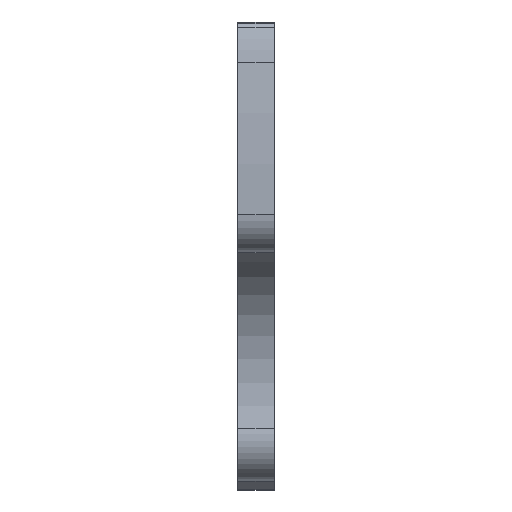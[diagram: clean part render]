
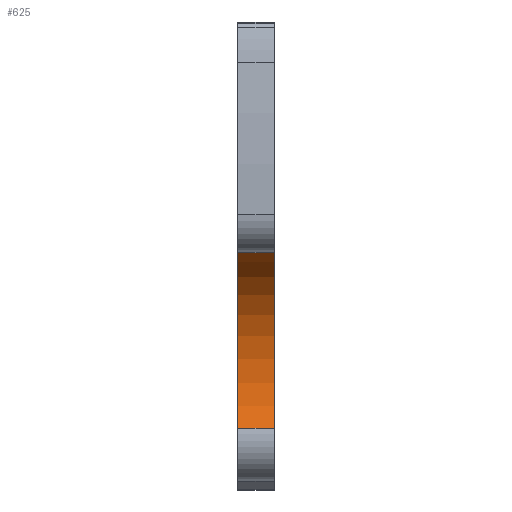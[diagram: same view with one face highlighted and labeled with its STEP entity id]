
A CAD part, left-side view. The second image highlights one B-rep face of the part: STEP entity #625.
In plain terms, the highlighted cylindrical face has radius 21.59 mm (diameter 43.18 mm), a partial arc.
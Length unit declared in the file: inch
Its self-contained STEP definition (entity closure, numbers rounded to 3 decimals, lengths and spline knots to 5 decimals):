
#51 = EDGE_CURVE ( 'NONE', #991, #421, #487, .T. ) ;
#55 = DIRECTION ( 'NONE',  ( 0., 0., -1. ) ) ;
#115 = CARTESIAN_POINT ( 'NONE',  ( 0.78995, 0.22, -2.81752 ) ) ;
#141 = ORIENTED_EDGE ( 'NONE', *, *, #1010, .T. ) ;
#144 = DIRECTION ( 'NONE',  ( 0., 0., -1. ) ) ;
#223 = EDGE_CURVE ( 'NONE', #341, #991, #448, .T. ) ;
#265 = VECTOR ( 'NONE', #578, 39.37008 ) ;
#304 = EDGE_LOOP ( 'NONE', ( #348, #460, #355, #141 ) ) ;
#341 = VERTEX_POINT ( 'NONE', #499 ) ;
#343 = CARTESIAN_POINT ( 'NONE',  ( -0.34029, 0.22, -1.72606 ) ) ;
#348 = ORIENTED_EDGE ( 'NONE', *, *, #849, .T. ) ;
#355 = ORIENTED_EDGE ( 'NONE', *, *, #223, .F. ) ;
#388 = DIRECTION ( 'NONE',  ( 0., 0., -1. ) ) ;
#421 = VERTEX_POINT ( 'NONE', #653 ) ;
#447 = DIRECTION ( 'NONE',  ( 0., -1., 0. ) ) ;
#448 = CIRCLE ( 'NONE', #591, 0.85 ) ;
#460 = ORIENTED_EDGE ( 'NONE', *, *, #51, .F. ) ;
#487 = LINE ( 'NONE', #954, #265 ) ;
#499 = CARTESIAN_POINT ( 'NONE',  ( 0.78995, 0.22, -2.81752 ) ) ;
#545 = DIRECTION ( 'NONE',  ( 0., -1., 0. ) ) ;
#575 = DIRECTION ( 'NONE',  ( 0., -1., 0. ) ) ;
#578 = DIRECTION ( 'NONE',  ( 0., -1., 0. ) ) ;
#591 = AXIS2_PLACEMENT_3D ( 'NONE', #923, #933, #144 ) ;
#625 = ADVANCED_FACE ( 'NONE', ( #840 ), #760, .F. ) ;
#630 = AXIS2_PLACEMENT_3D ( 'NONE', #703, #545, #388 ) ;
#653 = CARTESIAN_POINT ( 'NONE',  ( -0.34029, 0., -1.72606 ) ) ;
#703 = CARTESIAN_POINT ( 'NONE',  ( -0.0006, 0., -2.50524 ) ) ;
#760 = CYLINDRICAL_SURFACE ( 'NONE', #833, 0.85 ) ;
#768 = CARTESIAN_POINT ( 'NONE',  ( 0.78995, 0., -2.81752 ) ) ;
#781 = VECTOR ( 'NONE', #575, 39.37008 ) ;
#815 = VERTEX_POINT ( 'NONE', #768 ) ;
#833 = AXIS2_PLACEMENT_3D ( 'NONE', #905, #447, #55 ) ;
#840 = FACE_OUTER_BOUND ( 'NONE', #304, .T. ) ;
#849 = EDGE_CURVE ( 'NONE', #815, #421, #935, .T. ) ;
#897 = LINE ( 'NONE', #115, #781 ) ;
#905 = CARTESIAN_POINT ( 'NONE',  ( -0.0006, 0.22, -2.50524 ) ) ;
#923 = CARTESIAN_POINT ( 'NONE',  ( -0.0006, 0.22, -2.50524 ) ) ;
#933 = DIRECTION ( 'NONE',  ( 0., -1., 0. ) ) ;
#935 = CIRCLE ( 'NONE', #630, 0.85 ) ;
#954 = CARTESIAN_POINT ( 'NONE',  ( -0.34029, 0.22, -1.72606 ) ) ;
#991 = VERTEX_POINT ( 'NONE', #343 ) ;
#1010 = EDGE_CURVE ( 'NONE', #341, #815, #897, .T. ) ;
